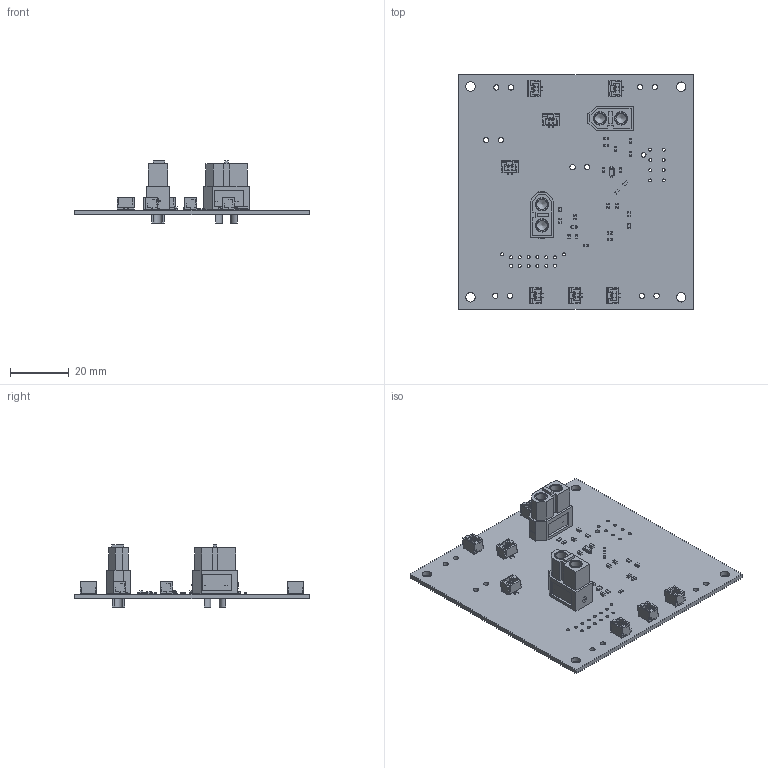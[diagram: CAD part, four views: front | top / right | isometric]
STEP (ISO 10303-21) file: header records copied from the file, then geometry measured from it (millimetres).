
FILE_DESCRIPTION(('KiCad electronic assembly'),'2;1');
FILE_NAME('Chassis.step','2024-02-02T18:27:49',('Pcbnew'),('Kicad'), 'Open CASCADE STEP processor 7.7','KiCad to STEP converter','Unknown' );
FILE_SCHEMA(('AUTOMOTIVE_DESIGN { 1 0 10303 214 1 1 1 1 }'));
Length unit declared in the file: millimetre
Products named in the file (16): Chassis 1; AMASS_XT60-F_1x02_P7.2mm_Vertical; COMPOUND; JST_GH_BM02B-GHS-TBT_1x02-1MP_P1.25mm_Vertical; SOLID; LED_0603_1608Metric; R_0603_1608Metric; D_SOD-123; D_SOD-323F; C_0603_1608Metric; Chassis PCB
Assembly tree (40 placements, depth 3):
  Chassis 1
    AMASS_XT60-F_1x02_P7.2mm_Vertical  x2
      COMPOUND
    JST_GH_BM02B-GHS-TBT_1x02-1MP_P1.25mm_Vertical  x7
      SOLID
    LED_0603_1608Metric  x4
      SOLID
    R_0603_1608Metric  x8
      SOLID
    D_SOD-123
      SOLID
    D_SOD-323F
      SOLID
    C_0603_1608Metric  x9
      SOLID
    Chassis PCB
Bounding box: 80.1 x 80.1 x 21.2 mm (x, y, z)
Volume: 12835.9 mm3; surface area: 19533.7 mm2
Topology: 37 solids, 37 shells, 1884 faces, 5044 edges, 3316 vertices
Faces by surface type: plane 1561, cylinder 279, bspline 36, cone 8
Full cylindrical faces by diameter (mm): 1.016 x7, 1.02 x15, 1.6 x1, 1.8 x12, 3 x4, 3.2 x4, 3.5 x4, 4.3 x8, 4.5 x8, 6 x4
Entity records: 32926 total; most frequent: CARTESIAN_POINT 6112, DIRECTION 4457, LINE 3095, VECTOR 3095, ORIENTED_EDGE 2390, PCURVE 2390, DEFINITIONAL_REPRESENTATION 2390, EDGE_CURVE 1195
